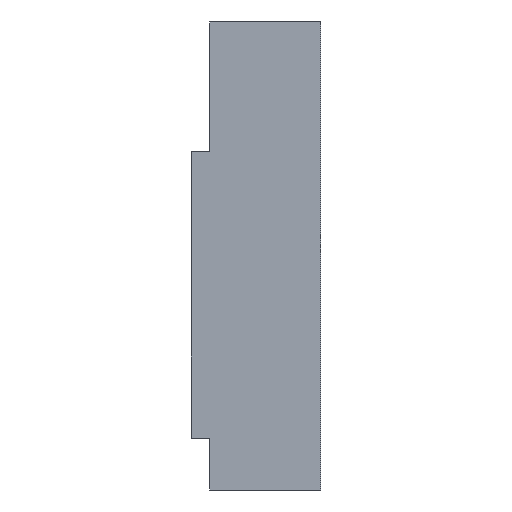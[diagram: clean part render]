
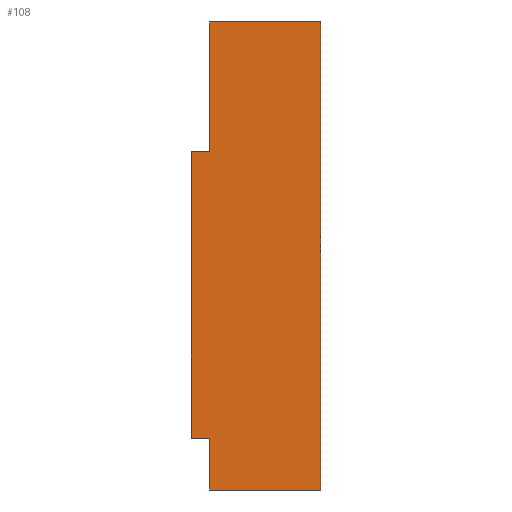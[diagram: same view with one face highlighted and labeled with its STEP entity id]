
A CAD part, left-side view. The second image highlights one B-rep face of the part: STEP entity #108.
In plain terms, the highlighted planar face has unit normal (-1, 0, 0).
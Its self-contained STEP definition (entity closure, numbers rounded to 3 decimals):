
#108 = ADVANCED_FACE( '', ( #262 ), #263, .T. );
#262 = FACE_OUTER_BOUND( '', #459, .T. );
#263 = PLANE( '', #460 );
#459 = EDGE_LOOP( '', ( #707, #708, #709, #710, #711, #712, #713, #714 ) );
#460 = AXIS2_PLACEMENT_3D( '', #715, #716, #717 );
#707 = ORIENTED_EDGE( '', *, *, #913, .F. );
#708 = ORIENTED_EDGE( '', *, *, #941, .F. );
#709 = ORIENTED_EDGE( '', *, *, #888, .T. );
#710 = ORIENTED_EDGE( '', *, *, #942, .T. );
#711 = ORIENTED_EDGE( '', *, *, #943, .T. );
#712 = ORIENTED_EDGE( '', *, *, #936, .T. );
#713 = ORIENTED_EDGE( '', *, *, #930, .F. );
#714 = ORIENTED_EDGE( '', *, *, #874, .T. );
#715 = CARTESIAN_POINT( '', ( -51.881, -14., -64.82 ) );
#716 = DIRECTION( '', ( -1., 0., 0. ) );
#717 = DIRECTION( '', ( 0., 0., 1. ) );
#874 = EDGE_CURVE( '', #994, #992, #995, .T. );
#888 = EDGE_CURVE( '', #1019, #1017, #1020, .T. );
#913 = EDGE_CURVE( '', #1061, #992, #1063, .T. );
#930 = EDGE_CURVE( '', #994, #1089, #1090, .T. );
#936 = EDGE_CURVE( '', #1098, #1089, #1099, .T. );
#941 = EDGE_CURVE( '', #1019, #1061, #1105, .T. );
#942 = EDGE_CURVE( '', #1017, #1106, #1107, .T. );
#943 = EDGE_CURVE( '', #1106, #1098, #1108, .T. );
#992 = VERTEX_POINT( '', #1170 );
#994 = VERTEX_POINT( '', #1173 );
#995 = LINE( '', #1174, #1175 );
#1017 = VERTEX_POINT( '', #1200 );
#1019 = VERTEX_POINT( '', #1203 );
#1020 = LINE( '', #1204, #1205 );
#1061 = VERTEX_POINT( '', #1248 );
#1063 = LINE( '', #1251, #1252 );
#1089 = VERTEX_POINT( '', #1279 );
#1090 = LINE( '', #1280, #1281 );
#1098 = VERTEX_POINT( '', #1291 );
#1099 = LINE( '', #1292, #1293 );
#1105 = LINE( '', #1300, #1301 );
#1106 = VERTEX_POINT( '', #1302 );
#1107 = LINE( '', #1303, #1304 );
#1108 = LINE( '', #1305, #1306 );
#1170 = CARTESIAN_POINT( '', ( -51.881, 0., -6.82 ) );
#1173 = CARTESIAN_POINT( '', ( -51.881, -2., -6.82 ) );
#1174 = CARTESIAN_POINT( '', ( -51.881, -2., -6.82 ) );
#1175 = VECTOR( '', #1373, 1000. );
#1200 = CARTESIAN_POINT( '', ( -51.881, -2., -43.32 ) );
#1203 = CARTESIAN_POINT( '', ( -51.881, -2., -37.72 ) );
#1204 = CARTESIAN_POINT( '', ( -51.881, -2., -37.72 ) );
#1205 = VECTOR( '', #1396, 1000. );
#1248 = CARTESIAN_POINT( '', ( -51.881, 0., -37.72 ) );
#1251 = CARTESIAN_POINT( '', ( -51.881, 0., -64.82 ) );
#1252 = VECTOR( '', #1448, 1000. );
#1279 = CARTESIAN_POINT( '', ( -51.881, -2., 7.18 ) );
#1280 = CARTESIAN_POINT( '', ( -51.881, -2., -6.82 ) );
#1281 = VECTOR( '', #1474, 1000. );
#1291 = CARTESIAN_POINT( '', ( -51.881, -14., 7.18 ) );
#1292 = CARTESIAN_POINT( '', ( -51.881, -14., 7.18 ) );
#1293 = VECTOR( '', #1480, 1000. );
#1300 = CARTESIAN_POINT( '', ( -51.881, -2., -37.72 ) );
#1301 = VECTOR( '', #1485, 1000. );
#1302 = CARTESIAN_POINT( '', ( -51.881, -14., -43.32 ) );
#1303 = CARTESIAN_POINT( '', ( -51.881, 40.435, -43.32 ) );
#1304 = VECTOR( '', #1486, 1000. );
#1305 = CARTESIAN_POINT( '', ( -51.881, -14., -64.82 ) );
#1306 = VECTOR( '', #1487, 1000. );
#1373 = DIRECTION( '', ( 0., 1., 0. ) );
#1396 = DIRECTION( '', ( 0., 0., -1. ) );
#1448 = DIRECTION( '', ( 0., 0., 1. ) );
#1474 = DIRECTION( '', ( 0., 0., 1. ) );
#1480 = DIRECTION( '', ( 0., 1., 0. ) );
#1485 = DIRECTION( '', ( 0., 1., 0. ) );
#1486 = DIRECTION( '', ( 0., -1., 0. ) );
#1487 = DIRECTION( '', ( 0., 0., 1. ) );
